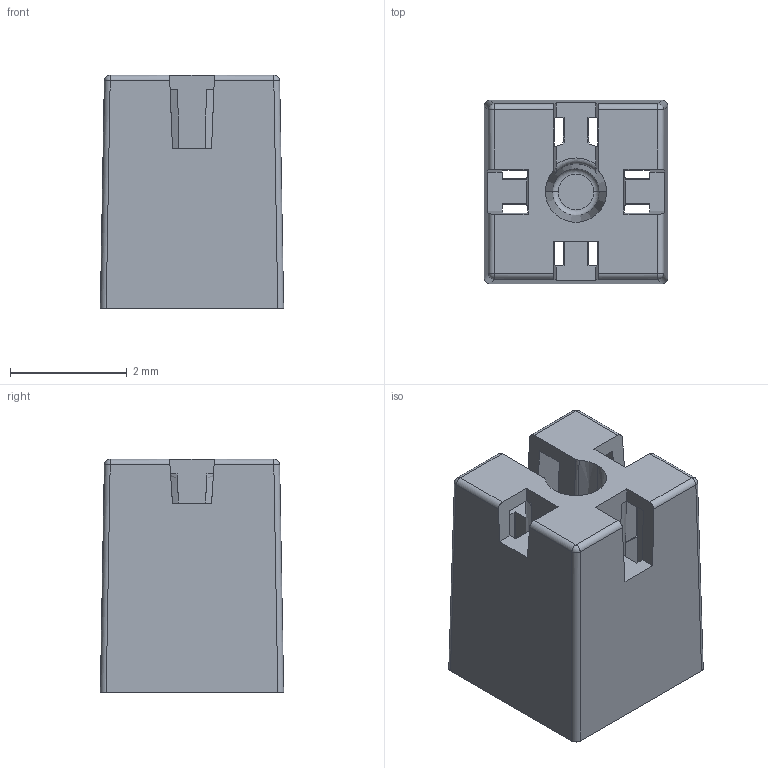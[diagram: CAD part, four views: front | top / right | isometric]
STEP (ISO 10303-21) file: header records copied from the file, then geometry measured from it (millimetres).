
FILE_DESCRIPTION((''),'2;1');
FILE_NAME('479480001','2014-05-06T',('me'),(''),'PRO/ENGINEER BY PARAMETRIC TECHNOLOGY CORPORATION, 2011490','PRO/ENGINEER BY PARAMETRIC TECHNOLOGY CORPORATION, 2011490','');
FILE_SCHEMA(('CONFIG_CONTROL_DESIGN'));
Length unit declared in the file: millimetre
Products named in the file (1): 479480001
Bounding box: 3.14 x 3.14 x 4 mm (x, y, z)
Volume: 19.4 mm3; surface area: 133 mm2
Topology: 1 solids, 1 shells, 99 faces, 303 edges, 196 vertices
Faces by surface type: plane 72, cylinder 12, cone 6, sphere 4, torus 3, bspline 2
Entity records: 3518 total; most frequent: CARTESIAN_POINT 820, ORIENTED_EDGE 602, DIRECTION 488, EDGE_CURVE 301, VECTOR 226, LINE 226, VERTEX_POINT 192, AXIS2_PLACEMENT_3D 131
